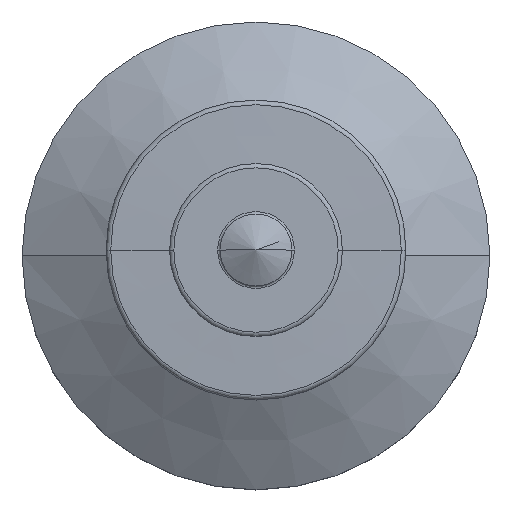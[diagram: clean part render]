
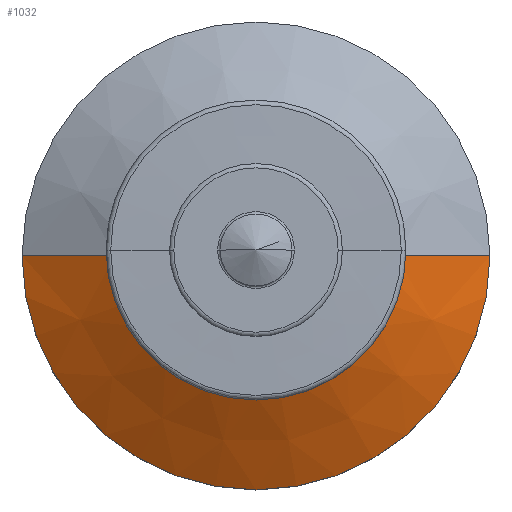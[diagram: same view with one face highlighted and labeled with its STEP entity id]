
A CAD part, top view. The second image highlights one B-rep face of the part: STEP entity #1032.
In plain terms, the highlighted conical face has half-angle 60 degrees and reference radius 11.75 mm.
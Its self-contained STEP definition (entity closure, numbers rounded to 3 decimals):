
#143 = DIRECTION ( 'NONE',  ( 1., 0., 0. ) ) ;
#180 = CARTESIAN_POINT ( 'NONE',  ( 11.75, 0., 12.474 ) ) ;
#206 = CARTESIAN_POINT ( 'NONE',  ( 11.75, 0., 12.474 ) ) ;
#239 = CIRCLE ( 'NONE', #251, 19.5 ) ;
#251 = AXIS2_PLACEMENT_3D ( 'NONE', #1272, #365, #879 ) ;
#270 = EDGE_CURVE ( 'NONE', #737, #526, #872, .T. ) ;
#365 = DIRECTION ( 'NONE',  ( 0., 0., 1. ) ) ;
#429 = CIRCLE ( 'NONE', #1562, 11.75 ) ;
#431 = CARTESIAN_POINT ( 'NONE',  ( -11.75, 0., 12.474 ) ) ;
#443 = EDGE_CURVE ( 'NONE', #758, #1129, #809, .T. ) ;
#526 = VERTEX_POINT ( 'NONE', #1659 ) ;
#559 = CARTESIAN_POINT ( 'NONE',  ( 19.5, 0., 8. ) ) ;
#642 = DIRECTION ( 'NONE',  ( 0., 0., -1. ) ) ;
#713 = DIRECTION ( 'NONE',  ( 0.866, 0., -0.5 ) ) ;
#724 = AXIS2_PLACEMENT_3D ( 'NONE', #1198, #642, #1402 ) ;
#737 = VERTEX_POINT ( 'NONE', #1276 ) ;
#758 = VERTEX_POINT ( 'NONE', #206 ) ;
#790 = EDGE_LOOP ( 'NONE', ( #1148, #893, #815, #1284 ) ) ;
#795 = CONICAL_SURFACE ( 'NONE', #724, 11.75, 1.047 ) ;
#809 = LINE ( 'NONE', #180, #1160 ) ;
#815 = ORIENTED_EDGE ( 'NONE', *, *, #270, .T. ) ;
#842 = FACE_OUTER_BOUND ( 'NONE', #790, .T. ) ;
#872 = LINE ( 'NONE', #431, #1033 ) ;
#879 = DIRECTION ( 'NONE',  ( 1., 0., 0. ) ) ;
#893 = ORIENTED_EDGE ( 'NONE', *, *, #927, .F. ) ;
#927 = EDGE_CURVE ( 'NONE', #737, #758, #429, .T. ) ;
#1032 = ADVANCED_FACE ( 'NONE', ( #842 ), #795, .T. ) ;
#1033 = VECTOR ( 'NONE', #1244, 1000. ) ;
#1068 = DIRECTION ( 'NONE',  ( 0., 0., 1. ) ) ;
#1129 = VERTEX_POINT ( 'NONE', #559 ) ;
#1136 = CARTESIAN_POINT ( 'NONE',  ( 0., 0., 12.474 ) ) ;
#1148 = ORIENTED_EDGE ( 'NONE', *, *, #443, .F. ) ;
#1160 = VECTOR ( 'NONE', #713, 1000. ) ;
#1198 = CARTESIAN_POINT ( 'NONE',  ( 0., 0., 12.474 ) ) ;
#1244 = DIRECTION ( 'NONE',  ( -0.866, 0., -0.5 ) ) ;
#1272 = CARTESIAN_POINT ( 'NONE',  ( 0., 0., 8. ) ) ;
#1276 = CARTESIAN_POINT ( 'NONE',  ( -11.75, 0., 12.474 ) ) ;
#1284 = ORIENTED_EDGE ( 'NONE', *, *, #1450, .T. ) ;
#1402 = DIRECTION ( 'NONE',  ( -1., 0., 0. ) ) ;
#1450 = EDGE_CURVE ( 'NONE', #526, #1129, #239, .T. ) ;
#1562 = AXIS2_PLACEMENT_3D ( 'NONE', #1136, #1068, #143 ) ;
#1659 = CARTESIAN_POINT ( 'NONE',  ( -19.5, 0., 8. ) ) ;
